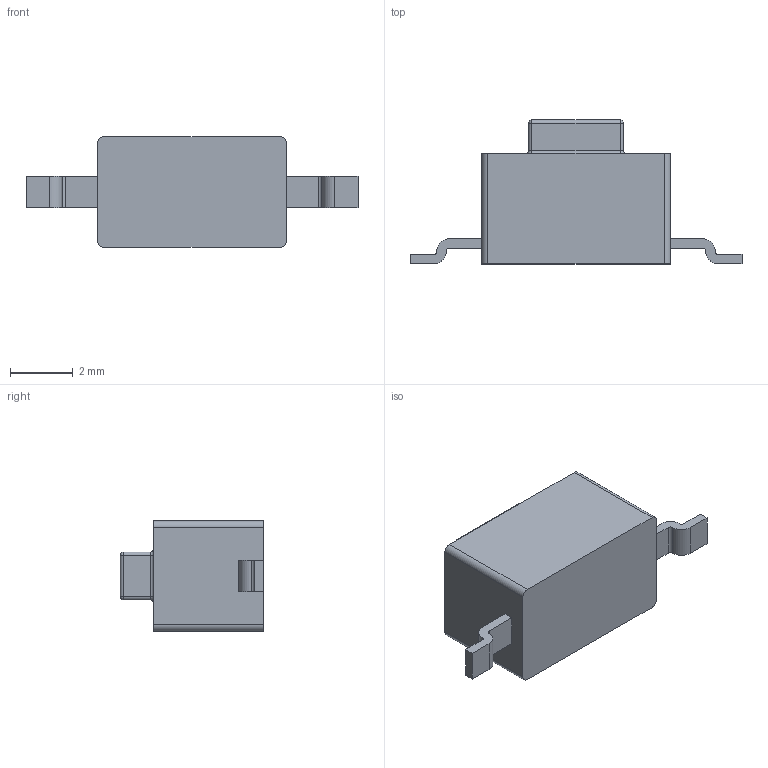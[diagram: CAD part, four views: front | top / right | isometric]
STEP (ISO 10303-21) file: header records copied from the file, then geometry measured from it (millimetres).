
FILE_DESCRIPTION (( 'STEP AP214' ), '1' );
FILE_NAME ('FSMSMTR.STEP', '2015-11-14T20:41:29', ( '' ), ( '' ), 'SwSTEP 2.0', 'SolidWorks 2014', '' );
FILE_SCHEMA (( 'AUTOMOTIVE_DESIGN' ));
Length unit declared in the file: millimetre
Products named in the file (1): FSMSMTR
Bounding box: 10.54 x 4.57 x 3.5 mm (x, y, z)
Volume: 79.8 mm3; surface area: 129.2 mm2
Topology: 1 solids, 1 shells, 57 faces, 140 edges, 84 vertices
Faces by surface type: plane 25, cylinder 24, sphere 4, torus 4
Entity records: 2061 total; most frequent: DIRECTION 304, CARTESIAN_POINT 278, ORIENTED_EDGE 272, EDGE_CURVE 136, AXIS2_PLACEMENT_3D 110, LINE 84, VECTOR 84, VERTEX_POINT 84
